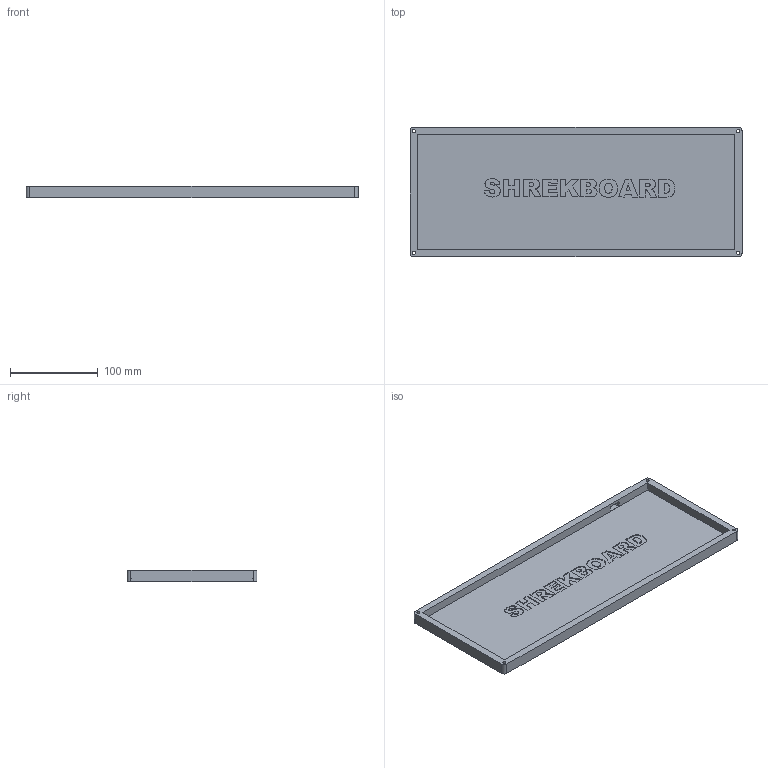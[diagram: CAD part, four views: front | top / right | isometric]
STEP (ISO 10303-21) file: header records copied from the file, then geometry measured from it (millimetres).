
FILE_DESCRIPTION(/* description */ ('','CAx-IF Rec.Pracs.---Representation and Presentation of Product Manufacturing Information (PMI)---4.0---2014-10-13'),/* implementation_level */ '2;1');
FILE_NAME(/* name */ 'BOTTOM.step',/* time_stamp */ '2025-03-03T17:35:30+05:30',/* author */ (''),/* organization */ (''),/* preprocessor_version */ 'ST-DEVELOPER v20',/* originating_system */ 'Autodesk Translation Framework v13.20.0.188',/* authorisation */ '');
FILE_SCHEMA (('AP242_MANAGED_MODEL_BASED_3D_ENGINEERING_MIM_LF { 1 0 10303 442 1 1 4 }'));
Length unit declared in the file: millimetre
Products named in the file (2): bottom; hackboard
Assembly tree (1 placements, depth 2):
  bottom
    hackboard
Bounding box: 377.4 x 147.4 x 13 mm (x, y, z)
Volume: 243941.5 mm3; surface area: 136401.5 mm2
Topology: 1 solids, 1 shells, 254 faces, 682 edges, 452 vertices
Faces by surface type: plane 126, bspline 108, cylinder 16, cone 4
Full cylindrical faces by diameter (mm): 3.4 x4, 6 x4
Entity records: 8951 total; most frequent: CARTESIAN_POINT 3227, ORIENTED_EDGE 1364, DIRECTION 800, EDGE_CURVE 682, VERTEX_POINT 452, LINE 430, VECTOR 430, EDGE_LOOP 286
